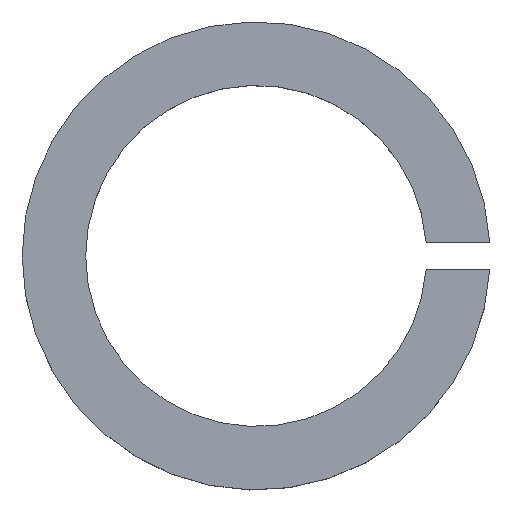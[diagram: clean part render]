
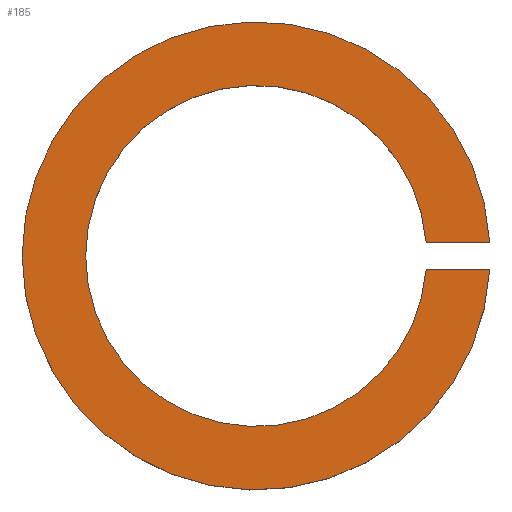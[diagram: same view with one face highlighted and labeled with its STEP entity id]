
A CAD part, top view. The second image highlights one B-rep face of the part: STEP entity #185.
In plain terms, the highlighted planar face has unit normal (0, 0, 1).
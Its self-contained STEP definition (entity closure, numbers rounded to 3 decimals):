
#1 = CARTESIAN_POINT ( 'NONE',  ( 2.542, -0.2, 1. ) ) ;
#7 = DIRECTION ( 'NONE',  ( -1., 0., 0. ) ) ;
#8 = DIRECTION ( 'NONE',  ( 1., 0., 0. ) ) ;
#12 = CARTESIAN_POINT ( 'NONE',  ( 3.494, -0.2, 1. ) ) ;
#29 = DIRECTION ( 'NONE',  ( 0., 0., 1. ) ) ;
#41 = CARTESIAN_POINT ( 'NONE',  ( -3.5, 0., 1. ) ) ;
#43 = CIRCLE ( 'NONE', #270, 2.55 ) ;
#44 = DIRECTION ( 'NONE',  ( 0., 0., 1. ) ) ;
#47 = CIRCLE ( 'NONE', #273, 3.5 ) ;
#58 = VECTOR ( 'NONE', #94, 1000. ) ;
#59 = VECTOR ( 'NONE', #7, 1000. ) ;
#63 = LINE ( 'NONE', #177, #58 ) ;
#67 = DIRECTION ( 'NONE',  ( 0., 0., -1. ) ) ;
#72 = CARTESIAN_POINT ( 'NONE',  ( 0., 0., 1. ) ) ;
#80 = LINE ( 'NONE', #265, #59 ) ;
#86 = CIRCLE ( 'NONE', #276, 2.55 ) ;
#91 = CARTESIAN_POINT ( 'NONE',  ( 3.494, 0.2, 1. ) ) ;
#93 = DIRECTION ( 'NONE',  ( 1., 0., 0. ) ) ;
#94 = DIRECTION ( 'NONE',  ( 1., 0., 0. ) ) ;
#106 = FACE_OUTER_BOUND ( 'NONE', #167, .T. ) ;
#108 = VERTEX_POINT ( 'NONE', #274 ) ;
#109 = CIRCLE ( 'NONE', #145, 3.5 ) ;
#114 = CARTESIAN_POINT ( 'NONE',  ( -2.55, 0., 1. ) ) ;
#117 = DIRECTION ( 'NONE',  ( 0., 0., 1. ) ) ;
#118 = ORIENTED_EDGE ( 'NONE', *, *, #221, .T. ) ;
#119 = ORIENTED_EDGE ( 'NONE', *, *, #236, .T. ) ;
#124 = PLANE ( 'NONE',  #165 ) ;
#134 = ORIENTED_EDGE ( 'NONE', *, *, #225, .T. ) ;
#144 = VERTEX_POINT ( 'NONE', #41 ) ;
#145 = AXIS2_PLACEMENT_3D ( 'NONE', #152, #29, #173 ) ;
#149 = CARTESIAN_POINT ( 'NONE',  ( 0., 0., 1. ) ) ;
#152 = CARTESIAN_POINT ( 'NONE',  ( 0., 0., 1. ) ) ;
#165 = AXIS2_PLACEMENT_3D ( 'NONE', #149, #44, #206 ) ;
#167 = EDGE_LOOP ( 'NONE', ( #134, #196, #118, #251, #119, #195 ) ) ;
#169 = VERTEX_POINT ( 'NONE', #12 ) ;
#173 = DIRECTION ( 'NONE',  ( 1., 0., 0. ) ) ;
#177 = CARTESIAN_POINT ( 'NONE',  ( 2.542, 0.2, 1. ) ) ;
#183 = VERTEX_POINT ( 'NONE', #1 ) ;
#185 = ADVANCED_FACE ( 'NONE', ( #106 ), #124, .T. ) ;
#188 = EDGE_CURVE ( 'NONE', #144, #169, #109, .T. ) ;
#193 = VERTEX_POINT ( 'NONE', #91 ) ;
#194 = VERTEX_POINT ( 'NONE', #114 ) ;
#195 = ORIENTED_EDGE ( 'NONE', *, *, #215, .T. ) ;
#196 = ORIENTED_EDGE ( 'NONE', *, *, #188, .T. ) ;
#197 = EDGE_CURVE ( 'NONE', #183, #194, #86, .T. ) ;
#204 = CARTESIAN_POINT ( 'NONE',  ( 0., 0., 1. ) ) ;
#206 = DIRECTION ( 'NONE',  ( 1., 0., 0. ) ) ;
#215 = EDGE_CURVE ( 'NONE', #108, #193, #63, .T. ) ;
#221 = EDGE_CURVE ( 'NONE', #169, #183, #80, .T. ) ;
#225 = EDGE_CURVE ( 'NONE', #193, #144, #47, .T. ) ;
#234 = DIRECTION ( 'NONE',  ( 1., 0., 0. ) ) ;
#236 = EDGE_CURVE ( 'NONE', #194, #108, #43, .T. ) ;
#240 = DIRECTION ( 'NONE',  ( 0., 0., -1. ) ) ;
#251 = ORIENTED_EDGE ( 'NONE', *, *, #197, .T. ) ;
#265 = CARTESIAN_POINT ( 'NONE',  ( 2.542, -0.2, 1. ) ) ;
#266 = CARTESIAN_POINT ( 'NONE',  ( 0., 0., 1. ) ) ;
#270 = AXIS2_PLACEMENT_3D ( 'NONE', #204, #67, #234 ) ;
#273 = AXIS2_PLACEMENT_3D ( 'NONE', #266, #117, #8 ) ;
#274 = CARTESIAN_POINT ( 'NONE',  ( 2.542, 0.2, 1. ) ) ;
#276 = AXIS2_PLACEMENT_3D ( 'NONE', #72, #240, #93 ) ;
